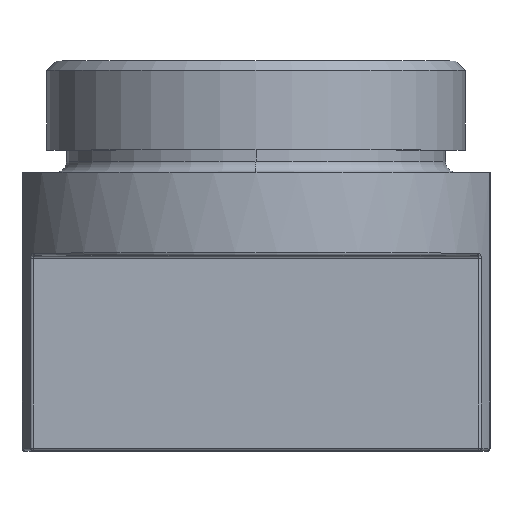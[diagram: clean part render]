
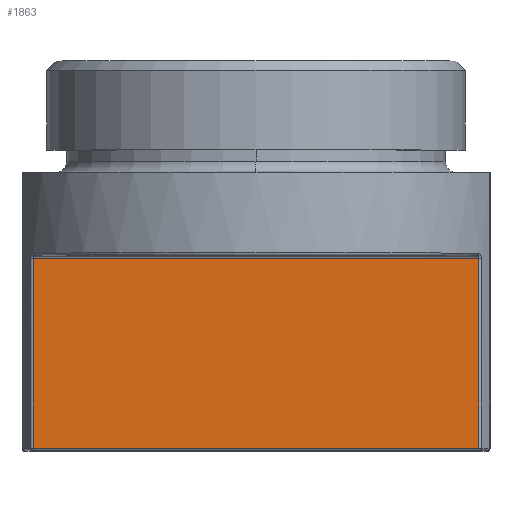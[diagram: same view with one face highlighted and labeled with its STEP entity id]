
A CAD part, top view. The second image highlights one B-rep face of the part: STEP entity #1863.
In plain terms, the highlighted planar face has unit normal (0, 0, 1).
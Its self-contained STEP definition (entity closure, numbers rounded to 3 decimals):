
#529=DIRECTION('',(-1.,0.,0.));
#530=VECTOR('',#529,80.);
#531=CARTESIAN_POINT('',(40.,0.5,20.));
#532=LINE('',#531,#530);
#533=DIRECTION('',(0.,1.,0.));
#534=VECTOR('',#533,34.);
#535=CARTESIAN_POINT('',(-40.,0.5,20.));
#536=LINE('',#535,#534);
#537=DIRECTION('',(-1.,0.,0.));
#538=VECTOR('',#537,80.);
#539=CARTESIAN_POINT('',(40.,34.5,20.));
#540=LINE('',#539,#538);
#541=DIRECTION('',(0.,-1.,0.));
#542=VECTOR('',#541,34.);
#543=CARTESIAN_POINT('',(40.,34.5,20.));
#544=LINE('',#543,#542);
#629=CARTESIAN_POINT('',(40.,34.5,20.));
#631=CARTESIAN_POINT('',(-40.,34.5,20.));
#1146=VERTEX_POINT('',#629);
#1152=VERTEX_POINT('',#631);
#1205=CARTESIAN_POINT('',(40.,0.5,20.));
#1206=VERTEX_POINT('',#1205);
#1209=CARTESIAN_POINT('',(-40.,0.5,20.));
#1210=VERTEX_POINT('',#1209);
#1849=CARTESIAN_POINT('',(104.4,0.,20.));
#1850=DIRECTION('',(0.,0.,-1.));
#1851=DIRECTION('',(0.,1.,0.));
#1852=AXIS2_PLACEMENT_3D('',#1849,#1850,#1851);
#1853=PLANE('',#1852);
#1855=ORIENTED_EDGE('',*,*,#1854,.T.);
#1857=ORIENTED_EDGE('',*,*,#1856,.T.);
#1859=ORIENTED_EDGE('',*,*,#1858,.F.);
#1860=ORIENTED_EDGE('',*,*,#1840,.T.);
#1861=EDGE_LOOP('',(#1855,#1857,#1859,#1860));
#1862=FACE_OUTER_BOUND('',#1861,.F.);
#1863=ADVANCED_FACE('',(#1862),#1853,.F.);
#1840=EDGE_CURVE('',#1146,#1206,#544,.T.);
#1854=EDGE_CURVE('',#1206,#1210,#532,.T.);
#1856=EDGE_CURVE('',#1210,#1152,#536,.T.);
#1858=EDGE_CURVE('',#1146,#1152,#540,.T.);
